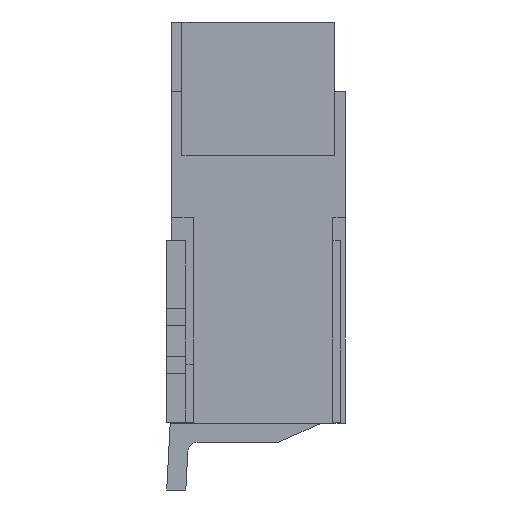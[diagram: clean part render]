
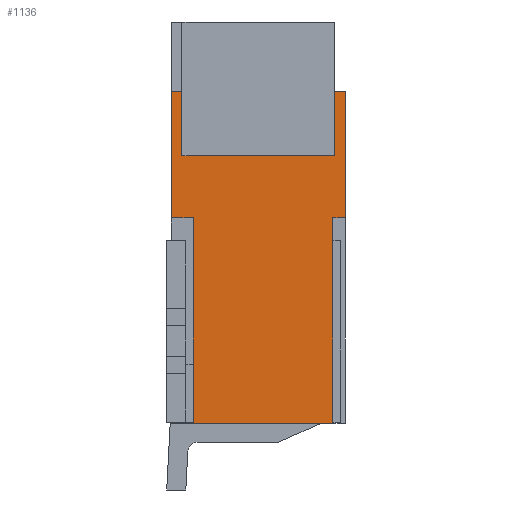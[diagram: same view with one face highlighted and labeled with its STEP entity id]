
A CAD part, left-side view. The second image highlights one B-rep face of the part: STEP entity #1136.
In plain terms, the highlighted planar face has unit normal (-1, 0, 0).
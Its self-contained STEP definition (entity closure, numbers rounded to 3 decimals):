
#72 = VERTEX_POINT('',#73);
#73 = CARTESIAN_POINT('',(-7.942,-0.048,0.052));
#79 = EDGE_CURVE('',#80,#72,#82,.T.);
#80 = VERTEX_POINT('',#81);
#81 = CARTESIAN_POINT('',(-7.942,-0.048,1.372));
#82 = LINE('',#83,#84);
#83 = CARTESIAN_POINT('',(-7.942,-0.048,1.372));
#84 = VECTOR('',#85,1.);
#85 = DIRECTION('',(-0.,0.,-1.));
#1118 = VERTEX_POINT('',#1119);
#1119 = CARTESIAN_POINT('',(-7.942,-0.278,0.052));
#1125 = EDGE_CURVE('',#72,#1118,#1126,.T.);
#1126 = LINE('',#1127,#1128);
#1127 = CARTESIAN_POINT('',(-7.942,-0.048,0.052));
#1128 = VECTOR('',#1129,1.);
#1129 = DIRECTION('',(0.,-1.,0.));
#1136 = ADVANCED_FACE('',(#1137),#1187,.F.);
#1137 = FACE_BOUND('',#1138,.T.);
#1138 = EDGE_LOOP('',(#1139,#1149,#1155,#1156,#1157,#1165,#1173,#1181));
#1139 = ORIENTED_EDGE('',*,*,#1140,.T.);
#1140 = EDGE_CURVE('',#1141,#1143,#1145,.T.);
#1141 = VERTEX_POINT('',#1142);
#1142 = CARTESIAN_POINT('',(-7.942,-1.868,0.052));
#1143 = VERTEX_POINT('',#1144);
#1144 = CARTESIAN_POINT('',(-7.942,-1.868,1.372));
#1145 = LINE('',#1146,#1147);
#1146 = CARTESIAN_POINT('',(-7.942,-1.868,0.052));
#1147 = VECTOR('',#1148,1.);
#1148 = DIRECTION('',(0.,0.,1.));
#1149 = ORIENTED_EDGE('',*,*,#1150,.T.);
#1150 = EDGE_CURVE('',#1143,#80,#1151,.T.);
#1151 = LINE('',#1152,#1153);
#1152 = CARTESIAN_POINT('',(-7.942,-1.868,1.372));
#1153 = VECTOR('',#1154,1.);
#1154 = DIRECTION('',(0.,1.,0.));
#1155 = ORIENTED_EDGE('',*,*,#79,.T.);
#1156 = ORIENTED_EDGE('',*,*,#1125,.T.);
#1157 = ORIENTED_EDGE('',*,*,#1158,.F.);
#1158 = EDGE_CURVE('',#1159,#1118,#1161,.T.);
#1159 = VERTEX_POINT('',#1160);
#1160 = CARTESIAN_POINT('',(-7.942,-0.278,-2.098));
#1161 = LINE('',#1162,#1163);
#1162 = CARTESIAN_POINT('',(-7.942,-0.278,-2.098));
#1163 = VECTOR('',#1164,1.);
#1164 = DIRECTION('',(0.,0.,1.));
#1165 = ORIENTED_EDGE('',*,*,#1166,.F.);
#1166 = EDGE_CURVE('',#1167,#1159,#1169,.T.);
#1167 = VERTEX_POINT('',#1168);
#1168 = CARTESIAN_POINT('',(-7.942,-1.738,-2.098));
#1169 = LINE('',#1170,#1171);
#1170 = CARTESIAN_POINT('',(-7.942,-1.738,-2.098));
#1171 = VECTOR('',#1172,1.);
#1172 = DIRECTION('',(0.,1.,0.));
#1173 = ORIENTED_EDGE('',*,*,#1174,.F.);
#1174 = EDGE_CURVE('',#1175,#1167,#1177,.T.);
#1175 = VERTEX_POINT('',#1176);
#1176 = CARTESIAN_POINT('',(-7.942,-1.738,0.052));
#1177 = LINE('',#1178,#1179);
#1178 = CARTESIAN_POINT('',(-7.942,-1.738,0.052));
#1179 = VECTOR('',#1180,1.);
#1180 = DIRECTION('',(0.,0.,-1.));
#1181 = ORIENTED_EDGE('',*,*,#1182,.F.);
#1182 = EDGE_CURVE('',#1141,#1175,#1183,.T.);
#1183 = LINE('',#1184,#1185);
#1184 = CARTESIAN_POINT('',(-7.942,-1.868,0.052));
#1185 = VECTOR('',#1186,1.);
#1186 = DIRECTION('',(0.,1.,0.));
#1187 = PLANE('',#1188);
#1188 = AXIS2_PLACEMENT_3D('',#1189,#1190,#1191);
#1189 = CARTESIAN_POINT('',(-7.942,-0.958,-0.363));
#1190 = DIRECTION('',(1.,0.,0.));
#1191 = DIRECTION('',(0.,1.,0.));
